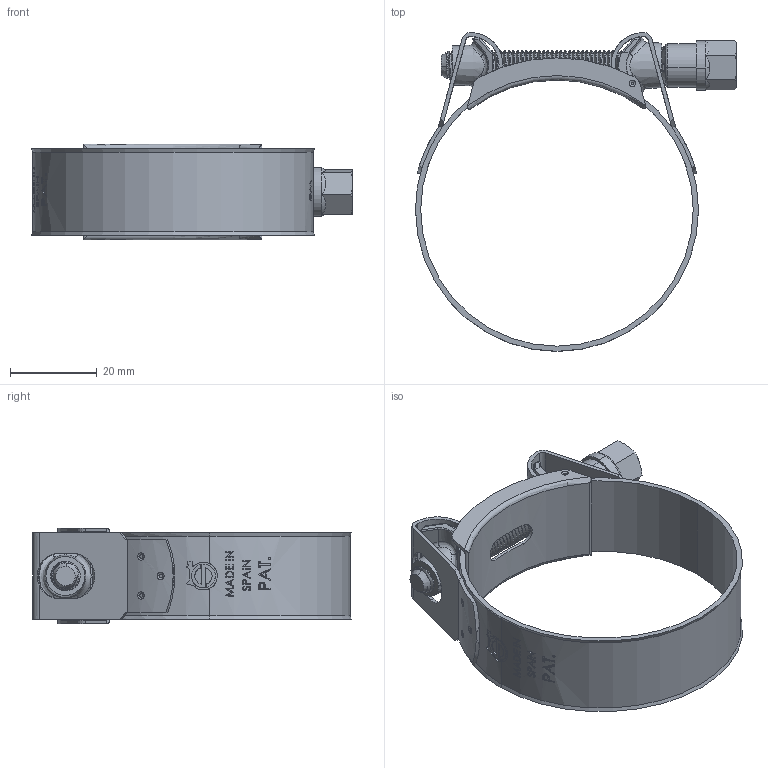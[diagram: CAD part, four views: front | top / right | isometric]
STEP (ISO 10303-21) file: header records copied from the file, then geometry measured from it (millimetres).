
FILE_DESCRIPTION (( 'STEP AP214' ), '1' );
FILE_NAME ('MK-03019160.STEP', '2018-09-10T11:58:31', ( '' ), ( '' ), 'SwSTEP 2.0', 'SolidWorks 2018', '' );
FILE_SCHEMA (( 'AUTOMOTIVE_DESIGN' ));
Length unit declared in the file: millimetre
Products named in the file (1): MK-03019160
Bounding box: 74.19 x 73.68 x 22.1 mm (x, y, z)
Volume: 9546.9 mm3; surface area: 17428.1 mm2
Topology: 5 solids, 5 shells, 869 faces, 2300 edges, 1461 vertices
Faces by surface type: bspline 265, plane 261, cylinder 256, sphere 34, cone 28, torus 25
Entity records: 72279 total; most frequent: CARTESIAN_POINT 44249, ORIENTED_EDGE 4544, DIRECTION 2747, EDGE_CURVE 2272, VERTEX_POINT 1459, AXIS2_PLACEMENT_3D 1018, B_SPLINE_CURVE_WITH_KNOTS 948, EDGE_LOOP 929
